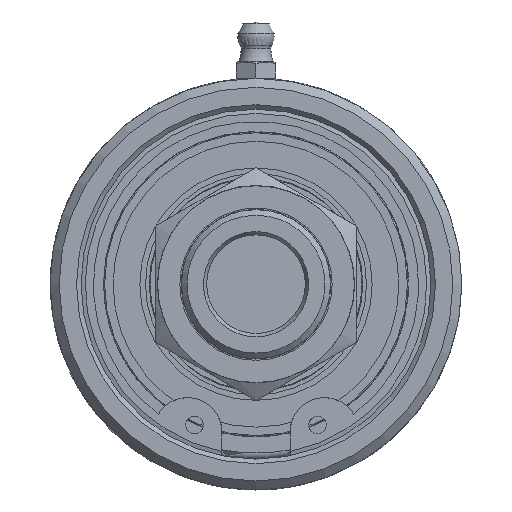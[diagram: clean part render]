
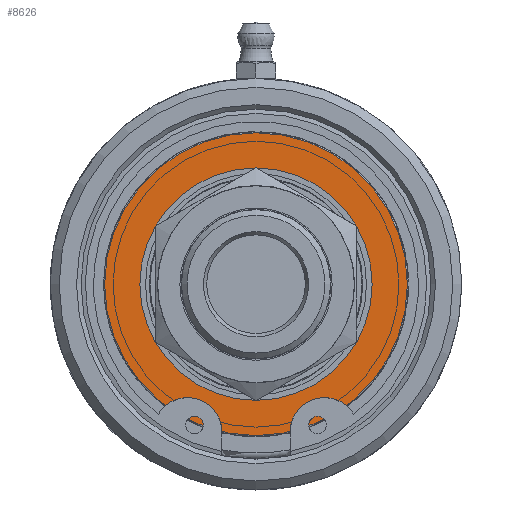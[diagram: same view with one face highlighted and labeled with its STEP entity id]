
A CAD part, left-side view. The second image highlights one B-rep face of the part: STEP entity #8626.
In plain terms, the highlighted planar face has unit normal (-1, 0, 0).
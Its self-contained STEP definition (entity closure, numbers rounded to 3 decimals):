
#621=FACE_BOUND('',#1841,.T.);
#818=PLANE('',#9413);
#1295=FACE_OUTER_BOUND('',#1840,.T.);
#1840=EDGE_LOOP('',(#7988,#7989));
#1841=EDGE_LOOP('',(#7990,#7991));
#3400=CIRCLE('',#9411,20.6);
#3401=CIRCLE('',#9412,20.6);
#3402=CIRCLE('',#9414,26.85);
#3403=CIRCLE('',#9415,26.85);
#4243=VERTEX_POINT('',#20975);
#4244=VERTEX_POINT('',#20976);
#4245=VERTEX_POINT('',#20981);
#4246=VERTEX_POINT('',#20982);
#5501=EDGE_CURVE('',#4243,#4244,#3400,.T.);
#5502=EDGE_CURVE('',#4244,#4243,#3401,.T.);
#5504=EDGE_CURVE('',#4245,#4246,#3402,.T.);
#5505=EDGE_CURVE('',#4246,#4245,#3403,.T.);
#7988=ORIENTED_EDGE('',*,*,#5504,.F.);
#7989=ORIENTED_EDGE('',*,*,#5505,.F.);
#7990=ORIENTED_EDGE('',*,*,#5501,.T.);
#7991=ORIENTED_EDGE('',*,*,#5502,.T.);
#8626=ADVANCED_FACE('',(#1295,#621),#818,.T.);
#9411=AXIS2_PLACEMENT_3D('',#20977,#11362,#11363);
#9412=AXIS2_PLACEMENT_3D('',#20978,#11364,#11365);
#9413=AXIS2_PLACEMENT_3D('',#20980,#11367,#11368);
#9414=AXIS2_PLACEMENT_3D('',#20983,#11369,#11370);
#9415=AXIS2_PLACEMENT_3D('',#20984,#11371,#11372);
#11362=DIRECTION('center_axis',(1.,0.,0.));
#11363=DIRECTION('ref_axis',(0.,-1.,0.));
#11364=DIRECTION('center_axis',(1.,0.,0.));
#11365=DIRECTION('ref_axis',(0.,-1.,0.));
#11367=DIRECTION('center_axis',(-1.,0.,0.));
#11368=DIRECTION('ref_axis',(0.,1.,0.));
#11369=DIRECTION('center_axis',(1.,0.,0.));
#11370=DIRECTION('ref_axis',(0.,-1.,0.));
#11371=DIRECTION('center_axis',(1.,0.,0.));
#11372=DIRECTION('ref_axis',(0.,-1.,0.));
#20975=CARTESIAN_POINT('',(38.9,-20.6,0.));
#20976=CARTESIAN_POINT('',(38.9,20.6,0.));
#20977=CARTESIAN_POINT('Origin',(38.9,0.,0.));
#20978=CARTESIAN_POINT('Origin',(38.9,0.,0.));
#20980=CARTESIAN_POINT('Origin',(38.9,-23.725,0.));
#20981=CARTESIAN_POINT('',(38.9,-26.85,0.));
#20982=CARTESIAN_POINT('',(38.9,26.85,0.));
#20983=CARTESIAN_POINT('Origin',(38.9,0.,0.));
#20984=CARTESIAN_POINT('Origin',(38.9,0.,0.));
